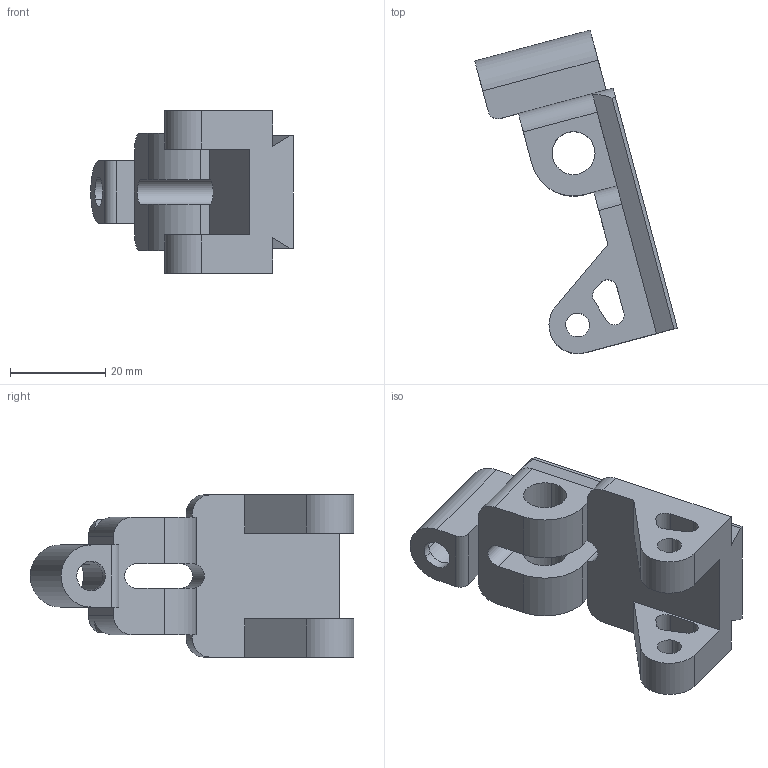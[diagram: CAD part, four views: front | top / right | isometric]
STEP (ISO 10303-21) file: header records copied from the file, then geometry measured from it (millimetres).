
FILE_DESCRIPTION(('CATIA V5 STEP Exchange'),'2;1');
FILE_NAME('Support Articulation AR - 05 - Amovible - trou D9.stp','2017-05-20T10:26:57+00:00',('none'),('none'),'CATIA Version 5 Release 16 (IN-10)','CATIA V5 STEP AP203','none');
FILE_SCHEMA(('CONFIG_CONTROL_DESIGN'));
Length unit declared in the file: millimetre
Products named in the file (1): Support Articulation AR - 05 - Amovible - trou D9
Bounding box: 42.42 x 67.76 x 34 mm (x, y, z)
Volume: 19288.2 mm3; surface area: 9959 mm2
Topology: 1 solids, 1 shells, 73 faces, 214 edges, 142 vertices
Faces by surface type: plane 41, cylinder 32
Entity records: 2339 total; most frequent: ORIENTED_EDGE 428, CARTESIAN_POINT 427, DIRECTION 308, EDGE_CURVE 214, VECTOR 143, LINE 143, VERTEX_POINT 142, AXIS2_PLACEMENT_3D 118
